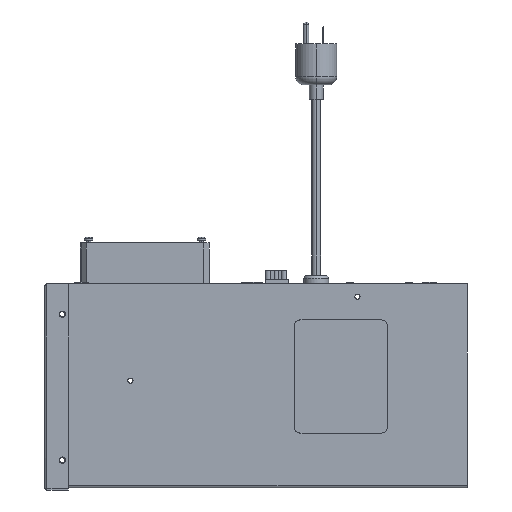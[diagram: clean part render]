
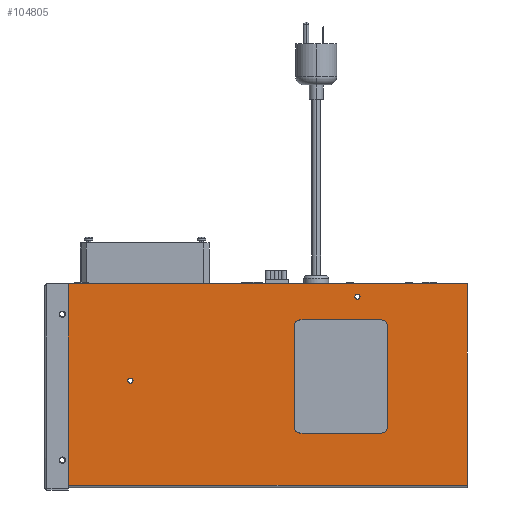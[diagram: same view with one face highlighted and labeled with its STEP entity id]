
A CAD part, left-side view. The second image highlights one B-rep face of the part: STEP entity #104805.
In plain terms, the highlighted planar face has unit normal (-1, 0, 0).
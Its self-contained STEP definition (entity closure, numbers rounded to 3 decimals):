
#64 = ORIENTED_EDGE ( 'NONE', *, *, #36552, .T. ) ;
#360 = ORIENTED_EDGE ( 'NONE', *, *, #46854, .F. ) ;
#1186 = CARTESIAN_POINT ( 'NONE',  ( -3.5, 14.263, 2.688 ) ) ;
#1458 = AXIS2_PLACEMENT_3D ( 'NONE', #74830, #43105, #55669 ) ;
#2715 = CARTESIAN_POINT ( 'NONE',  ( -3.5, 14.263, -2.65 ) ) ;
#3148 = ORIENTED_EDGE ( 'NONE', *, *, #29150, .T. ) ;
#5313 = ORIENTED_EDGE ( 'NONE', *, *, #93472, .F. ) ;
#5993 = CARTESIAN_POINT ( 'NONE',  ( -3.5, -0.551, 3.798 ) ) ;
#6889 = CIRCLE ( 'NONE', #76580, 0.094 ) ;
#6890 = EDGE_CURVE ( 'NONE', #97018, #25601, #48524, .T. ) ;
#7453 = AXIS2_PLACEMENT_3D ( 'NONE', #77142, #109494, #18255 ) ;
#7816 = CIRCLE ( 'NONE', #1458, 0.094 ) ;
#8052 = VECTOR ( 'NONE', #56297, 39.37 ) ;
#9438 = CARTESIAN_POINT ( 'NONE',  ( -3.5, -0.551, -3.576 ) ) ;
#10973 = VERTEX_POINT ( 'NONE', #85004 ) ;
#11728 = FACE_BOUND ( 'NONE', #41295, .T. ) ;
#12440 = AXIS2_PLACEMENT_3D ( 'NONE', #2715, #20610, #92680 ) ;
#12998 = DIRECTION ( 'NONE',  ( -1., 0., 0. ) ) ;
#14577 = ORIENTED_EDGE ( 'NONE', *, *, #50487, .F. ) ;
#15759 = CIRCLE ( 'NONE', #91842, 0.094 ) ;
#18255 = DIRECTION ( 'NONE',  ( 0., 0., -1. ) ) ;
#19906 = DIRECTION ( 'NONE',  ( 0., 1., 0. ) ) ;
#20319 = CARTESIAN_POINT ( 'NONE',  ( -3.5, 14.263, -2.744 ) ) ;
#20610 = DIRECTION ( 'NONE',  ( -1., 0., 0. ) ) ;
#21651 = DIRECTION ( 'NONE',  ( 0., -1., 0. ) ) ;
#22940 = FACE_OUTER_BOUND ( 'NONE', #94438, .T. ) ;
#25601 = VERTEX_POINT ( 'NONE', #52901 ) ;
#27440 = EDGE_CURVE ( 'NONE', #56917, #66005, #125474, .T. ) ;
#29150 = EDGE_CURVE ( 'NONE', #10973, #97018, #78047, .T. ) ;
#31322 = EDGE_CURVE ( 'NONE', #116687, #60961, #7816, .T. ) ;
#31983 = VERTEX_POINT ( 'NONE', #92850 ) ;
#32370 = DIRECTION ( 'NONE',  ( -1., 0., 0. ) ) ;
#33932 = CARTESIAN_POINT ( 'NONE',  ( -3.5, 14.263, -2.65 ) ) ;
#35905 = DIRECTION ( 'NONE',  ( -1., 0., 0. ) ) ;
#36282 = LINE ( 'NONE', #77911, #67672 ) ;
#36552 = EDGE_CURVE ( 'NONE', #86312, #31983, #90014, .T. ) ;
#37766 = EDGE_CURVE ( 'NONE', #103593, #55126, #52505, .T. ) ;
#38376 = CARTESIAN_POINT ( 'NONE',  ( -3.5, -0.551, 3.714 ) ) ;
#41022 = AXIS2_PLACEMENT_3D ( 'NONE', #82853, #63027, #51140 ) ;
#41295 = EDGE_LOOP ( 'NONE', ( #68751, #74486 ) ) ;
#42162 = FACE_BOUND ( 'NONE', #95185, .T. ) ;
#42858 = VERTEX_POINT ( 'NONE', #66326 ) ;
#43105 = DIRECTION ( 'NONE',  ( -1., 0., 0. ) ) ;
#46854 = EDGE_CURVE ( 'NONE', #86312, #47482, #63594, .T. ) ;
#47482 = VERTEX_POINT ( 'NONE', #9438 ) ;
#48524 = LINE ( 'NONE', #119910, #117366 ) ;
#50487 = EDGE_CURVE ( 'NONE', #103769, #42858, #115890, .T. ) ;
#51140 = DIRECTION ( 'NONE',  ( 0., 0., -1. ) ) ;
#51580 = DIRECTION ( 'NONE',  ( 0., 0., -1. ) ) ;
#52077 = DIRECTION ( 'NONE',  ( 1., 0., 0. ) ) ;
#52505 = CIRCLE ( 'NONE', #126422, 0.094 ) ;
#52901 = CARTESIAN_POINT ( 'NONE',  ( -3.5, 14.803, -3.576 ) ) ;
#53059 = VECTOR ( 'NONE', #19906, 39.37 ) ;
#53400 = FACE_BOUND ( 'NONE', #70530, .T. ) ;
#55126 = VERTEX_POINT ( 'NONE', #68144 ) ;
#55507 = CARTESIAN_POINT ( 'NONE',  ( -3.5, 3.469, 3.419 ) ) ;
#55615 = EDGE_CURVE ( 'NONE', #47482, #25601, #36282, .T. ) ;
#55669 = DIRECTION ( 'NONE',  ( 0., 0., -1. ) ) ;
#55802 = DIRECTION ( 'NONE',  ( 0., 0.707, -0.707 ) ) ;
#55926 = EDGE_CURVE ( 'NONE', #55126, #103593, #102791, .T. ) ;
#56297 = DIRECTION ( 'NONE',  ( 0., 0., -1. ) ) ;
#56917 = VERTEX_POINT ( 'NONE', #69301 ) ;
#58213 = DIRECTION ( 'NONE',  ( 0., 1., 0. ) ) ;
#58648 = EDGE_LOOP ( 'NONE', ( #14577, #5313 ) ) ;
#59914 = ORIENTED_EDGE ( 'NONE', *, *, #27440, .F. ) ;
#60751 = DIRECTION ( 'NONE',  ( -1., 0., 0. ) ) ;
#60961 = VERTEX_POINT ( 'NONE', #120225 ) ;
#63027 = DIRECTION ( 'NONE',  ( -1., 0., 0. ) ) ;
#63594 = LINE ( 'NONE', #5993, #8052 ) ;
#66005 = VERTEX_POINT ( 'NONE', #73740 ) ;
#66326 = CARTESIAN_POINT ( 'NONE',  ( -3.5, 14.263, -2.555 ) ) ;
#66582 = EDGE_CURVE ( 'NONE', #60961, #116687, #6889, .T. ) ;
#67230 = CARTESIAN_POINT ( 'NONE',  ( -3.5, 14.803, 3.714 ) ) ;
#67672 = VECTOR ( 'NONE', #85875, 39.37 ) ;
#68144 = CARTESIAN_POINT ( 'NONE',  ( -3.5, 3.469, 3.231 ) ) ;
#68751 = ORIENTED_EDGE ( 'NONE', *, *, #55926, .F. ) ;
#69301 = CARTESIAN_POINT ( 'NONE',  ( -3.5, 11.772, 0.159 ) ) ;
#70172 = CARTESIAN_POINT ( 'NONE',  ( -3.5, -0.551, 3.798 ) ) ;
#70443 = EDGE_CURVE ( 'NONE', #66005, #56917, #91950, .T. ) ;
#70530 = EDGE_LOOP ( 'NONE', ( #88423, #126146 ) ) ;
#71309 = DIRECTION ( 'NONE',  ( 0., 0., -1. ) ) ;
#73740 = CARTESIAN_POINT ( 'NONE',  ( -3.5, 11.772, 0.348 ) ) ;
#74486 = ORIENTED_EDGE ( 'NONE', *, *, #37766, .F. ) ;
#74830 = CARTESIAN_POINT ( 'NONE',  ( -3.5, 14.263, 2.688 ) ) ;
#75160 = AXIS2_PLACEMENT_3D ( 'NONE', #102991, #52077, #21651 ) ;
#76580 = AXIS2_PLACEMENT_3D ( 'NONE', #1186, #60751, #71309 ) ;
#77142 = CARTESIAN_POINT ( 'NONE',  ( -3.5, 11.772, 0.253 ) ) ;
#77911 = CARTESIAN_POINT ( 'NONE',  ( -3.5, -0.551, -3.576 ) ) ;
#78047 = LINE ( 'NONE', #38376, #126095 ) ;
#78111 = VECTOR ( 'NONE', #55802, 39.37 ) ;
#80411 = EDGE_CURVE ( 'NONE', #31983, #10973, #115289, .T. ) ;
#80413 = ORIENTED_EDGE ( 'NONE', *, *, #55615, .F. ) ;
#82853 = CARTESIAN_POINT ( 'NONE',  ( -3.5, 11.772, 0.253 ) ) ;
#83725 = AXIS2_PLACEMENT_3D ( 'NONE', #114811, #12998, #93679 ) ;
#85004 = CARTESIAN_POINT ( 'NONE',  ( -3.5, 14.437, 3.714 ) ) ;
#85513 = DIRECTION ( 'NONE',  ( 0., 0., -1. ) ) ;
#85875 = DIRECTION ( 'NONE',  ( 0., 1., 0. ) ) ;
#86312 = VERTEX_POINT ( 'NONE', #102861 ) ;
#87076 = CARTESIAN_POINT ( 'NONE',  ( -3.5, 14.263, 2.782 ) ) ;
#88423 = ORIENTED_EDGE ( 'NONE', *, *, #66582, .F. ) ;
#90014 = LINE ( 'NONE', #70172, #53059 ) ;
#91842 = AXIS2_PLACEMENT_3D ( 'NONE', #33932, #35905, #85513 ) ;
#91950 = CIRCLE ( 'NONE', #7453, 0.094 ) ;
#92680 = DIRECTION ( 'NONE',  ( 0., 0., -1. ) ) ;
#92850 = CARTESIAN_POINT ( 'NONE',  ( -3.5, 14.353, 3.798 ) ) ;
#93472 = EDGE_CURVE ( 'NONE', #42858, #103769, #15759, .T. ) ;
#93679 = DIRECTION ( 'NONE',  ( 0., 0., -1. ) ) ;
#94141 = ORIENTED_EDGE ( 'NONE', *, *, #6890, .T. ) ;
#94438 = EDGE_LOOP ( 'NONE', ( #119540, #3148, #94141, #80413, #360, #64 ) ) ;
#95185 = EDGE_LOOP ( 'NONE', ( #59914, #121416 ) ) ;
#95458 = CARTESIAN_POINT ( 'NONE',  ( -3.5, 6.901, 11.25 ) ) ;
#97018 = VERTEX_POINT ( 'NONE', #67230 ) ;
#102791 = CIRCLE ( 'NONE', #83725, 0.094 ) ;
#102861 = CARTESIAN_POINT ( 'NONE',  ( -3.5, -0.551, 3.798 ) ) ;
#102991 = CARTESIAN_POINT ( 'NONE',  ( -3.5, -0.551, 3.798 ) ) ;
#103593 = VERTEX_POINT ( 'NONE', #55507 ) ;
#103640 = FACE_BOUND ( 'NONE', #58648, .T. ) ;
#103769 = VERTEX_POINT ( 'NONE', #20319 ) ;
#104805 = ADVANCED_FACE ( 'NONE', ( #103640, #53400, #11728, #42162, #22940 ), #112254, .F. ) ;
#109494 = DIRECTION ( 'NONE',  ( -1., 0., 0. ) ) ;
#112254 = PLANE ( 'NONE',  #75160 ) ;
#112404 = CARTESIAN_POINT ( 'NONE',  ( -3.5, 3.469, 3.325 ) ) ;
#114811 = CARTESIAN_POINT ( 'NONE',  ( -3.5, 3.469, 3.325 ) ) ;
#115289 = LINE ( 'NONE', #95458, #78111 ) ;
#115890 = CIRCLE ( 'NONE', #12440, 0.094 ) ;
#116687 = VERTEX_POINT ( 'NONE', #87076 ) ;
#117366 = VECTOR ( 'NONE', #120550, 39.37 ) ;
#119540 = ORIENTED_EDGE ( 'NONE', *, *, #80411, .T. ) ;
#119910 = CARTESIAN_POINT ( 'NONE',  ( -3.5, 14.803, 3.798 ) ) ;
#120225 = CARTESIAN_POINT ( 'NONE',  ( -3.5, 14.263, 2.593 ) ) ;
#120550 = DIRECTION ( 'NONE',  ( 0., 0., -1. ) ) ;
#121416 = ORIENTED_EDGE ( 'NONE', *, *, #70443, .F. ) ;
#125474 = CIRCLE ( 'NONE', #41022, 0.094 ) ;
#126095 = VECTOR ( 'NONE', #58213, 39.37 ) ;
#126146 = ORIENTED_EDGE ( 'NONE', *, *, #31322, .F. ) ;
#126422 = AXIS2_PLACEMENT_3D ( 'NONE', #112404, #32370, #51580 ) ;
